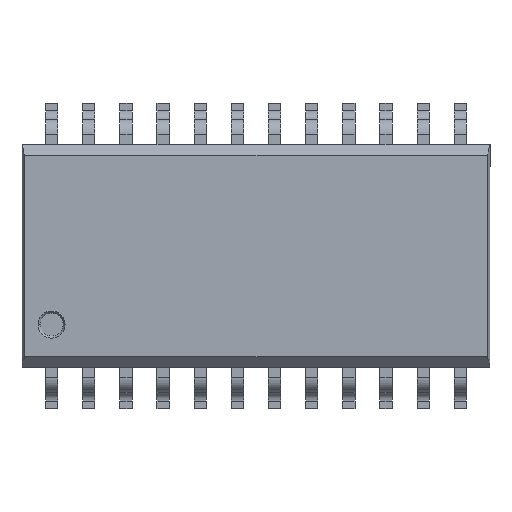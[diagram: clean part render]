
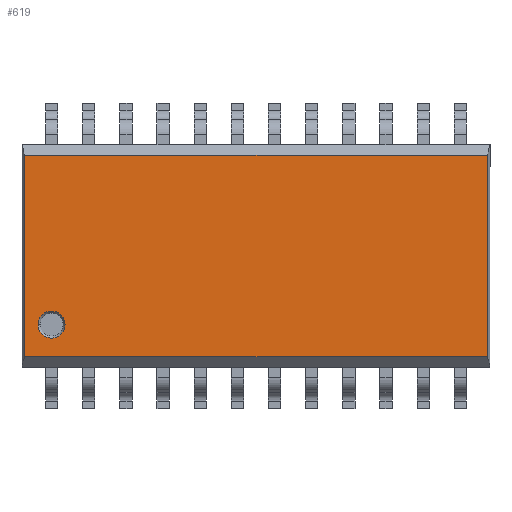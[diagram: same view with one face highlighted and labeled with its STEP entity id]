
A CAD part, top view. The second image highlights one B-rep face of the part: STEP entity #619.
In plain terms, the highlighted planar face has unit normal (0, 0, 1).
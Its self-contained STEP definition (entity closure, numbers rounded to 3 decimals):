
#608 = ORIENTED_EDGE ( 'NONE', *, *, #685, .F. ) ;
#609 = EDGE_LOOP ( 'NONE', ( #610, #686, #690, #608 ) ) ;
#610 = ORIENTED_EDGE ( 'NONE', *, *, #611, .F. ) ;
#611 = EDGE_CURVE ( 'NONE', #614, #612, #5511, .T. ) ;
#612 = VERTEX_POINT ( 'NONE', #5507 ) ;
#613 = ORIENTED_EDGE ( 'NONE', *, *, #800, .F. ) ;
#614 = VERTEX_POINT ( 'NONE', #5506 ) ;
#615 = EDGE_CURVE ( 'NONE', #854, #853, #5505, .T. ) ;
#616 = ORIENTED_EDGE ( 'NONE', *, *, #615, .F. ) ;
#618 = EDGE_LOOP ( 'NONE', ( #616, #613 ) ) ;
#619 = ADVANCED_FACE ( 'NONE', ( #5495, #5494 ), #5543, .F. ) ;
#674 = VERTEX_POINT ( 'NONE', #5615 ) ;
#675 = EDGE_CURVE ( 'NONE', #614, #684, #5613, .T. ) ;
#684 = VERTEX_POINT ( 'NONE', #5634 ) ;
#685 = EDGE_CURVE ( 'NONE', #612, #674, #5684, .T. ) ;
#686 = ORIENTED_EDGE ( 'NONE', *, *, #675, .T. ) ;
#690 = ORIENTED_EDGE ( 'NONE', *, *, #692, .T. ) ;
#692 = EDGE_CURVE ( 'NONE', #684, #674, #5660, .T. ) ;
#800 = EDGE_CURVE ( 'NONE', #853, #854, #5887, .T. ) ;
#853 = VERTEX_POINT ( 'NONE', #6063 ) ;
#854 = VERTEX_POINT ( 'NONE', #6062 ) ;
#5494 = FACE_OUTER_BOUND ( 'NONE', #609, .T. ) ;
#5495 = FACE_BOUND ( 'NONE', #618, .T. ) ;
#5501 = DIRECTION ( 'NONE',  ( 1., 0., 0. ) ) ;
#5502 = DIRECTION ( 'NONE',  ( 0., 0., 1. ) ) ;
#5503 = CARTESIAN_POINT ( 'NONE',  ( -6.989, -2.351, 2.5 ) ) ;
#5504 = AXIS2_PLACEMENT_3D ( 'NONE', #5503, #5502, #5501 ) ;
#5505 = CIRCLE ( 'NONE', #5504, 0.461 ) ;
#5506 = CARTESIAN_POINT ( 'NONE',  ( 7.905, 3.446, 2.5 ) ) ;
#5507 = CARTESIAN_POINT ( 'NONE',  ( 7.905, -3.446, 2.5 ) ) ;
#5508 = DIRECTION ( 'NONE',  ( 0., -1., 0. ) ) ;
#5509 = VECTOR ( 'NONE', #5508, 1000. ) ;
#5510 = CARTESIAN_POINT ( 'NONE',  ( 7.905, 5.225, 2.5 ) ) ;
#5511 = LINE ( 'NONE', #5510, #5509 ) ;
#5539 = DIRECTION ( 'NONE',  ( -1., 0., 0. ) ) ;
#5540 = DIRECTION ( 'NONE',  ( 0., 0., -1. ) ) ;
#5541 = CARTESIAN_POINT ( 'NONE',  ( 8., -3.8, 2.5 ) ) ;
#5542 = AXIS2_PLACEMENT_3D ( 'NONE', #5541, #5540, #5539 ) ;
#5543 = PLANE ( 'NONE',  #5542 ) ;
#5610 = DIRECTION ( 'NONE',  ( -1., 0., 0. ) ) ;
#5611 = VECTOR ( 'NONE', #5610, 1000. ) ;
#5612 = CARTESIAN_POINT ( 'NONE',  ( 8., 3.446, 2.5 ) ) ;
#5613 = LINE ( 'NONE', #5612, #5611 ) ;
#5615 = CARTESIAN_POINT ( 'NONE',  ( -7.905, -3.446, 2.5 ) ) ;
#5634 = CARTESIAN_POINT ( 'NONE',  ( -7.905, 3.446, 2.5 ) ) ;
#5657 = DIRECTION ( 'NONE',  ( 0., -1., 0. ) ) ;
#5658 = VECTOR ( 'NONE', #5657, 1000. ) ;
#5659 = CARTESIAN_POINT ( 'NONE',  ( -7.905, 5.225, 2.5 ) ) ;
#5660 = LINE ( 'NONE', #5659, #5658 ) ;
#5681 = DIRECTION ( 'NONE',  ( -1., 0., 0. ) ) ;
#5682 = VECTOR ( 'NONE', #5681, 1000. ) ;
#5683 = CARTESIAN_POINT ( 'NONE',  ( 8., -3.446, 2.5 ) ) ;
#5684 = LINE ( 'NONE', #5683, #5682 ) ;
#5883 = DIRECTION ( 'NONE',  ( 1., 0., 0. ) ) ;
#5884 = DIRECTION ( 'NONE',  ( 0., 0., 1. ) ) ;
#5885 = CARTESIAN_POINT ( 'NONE',  ( -6.989, -2.351, 2.5 ) ) ;
#5886 = AXIS2_PLACEMENT_3D ( 'NONE', #5885, #5884, #5883 ) ;
#5887 = CIRCLE ( 'NONE', #5886, 0.461 ) ;
#6062 = CARTESIAN_POINT ( 'NONE',  ( -6.527, -2.351, 2.5 ) ) ;
#6063 = CARTESIAN_POINT ( 'NONE',  ( -7.45, -2.351, 2.5 ) ) ;
